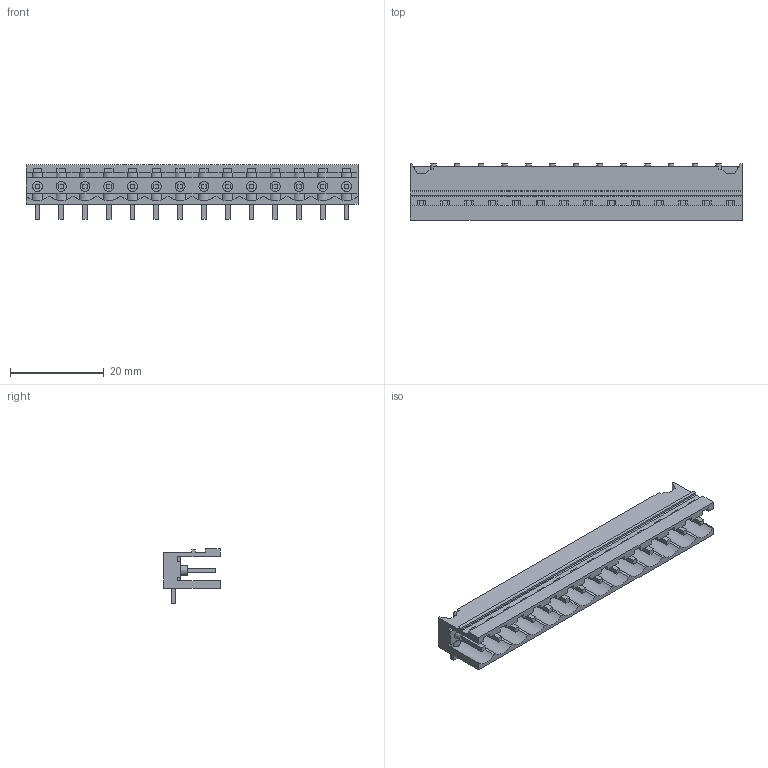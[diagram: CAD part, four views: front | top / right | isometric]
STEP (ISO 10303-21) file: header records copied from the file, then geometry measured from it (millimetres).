
FILE_DESCRIPTION(('CATIA V5 STEP Exchange','CAx-IF Rec.Pracs.--- Model Styling and Organization---1.2---2011-12-15'),'2;1');
FILE_NAME ('D1456019_0', '2018-03-09T07:47:38+00:00', ('none'), ('Weidmueller'), 'CATIA Version 5-6 Release 2014', 'CATIA V5 STEP AP214', 'none');
FILE_SCHEMA(('AUTOMOTIVE_DESIGN { 1 0 10303 214 1 1 1 1 }'));
Length unit declared in the file: millimetre
Products named in the file (1): 1780070000
Bounding box: 70.92 x 12 x 11.63 mm (x, y, z)
Volume: 2537.2 mm3; surface area: 5959.8 mm2
Topology: 15 solids, 15 shells, 771 faces, 2467 edges, 1712 vertices
Faces by surface type: plane 634, cylinder 135, extrusion 2
Entity records: 25156 total; most frequent: CARTESIAN_POINT 5015, ORIENTED_EDGE 4934, DIRECTION 3041, EDGE_CURVE 2467, VECTOR 1903, LINE 1901, VERTEX_POINT 1712, EDGE_LOOP 813
